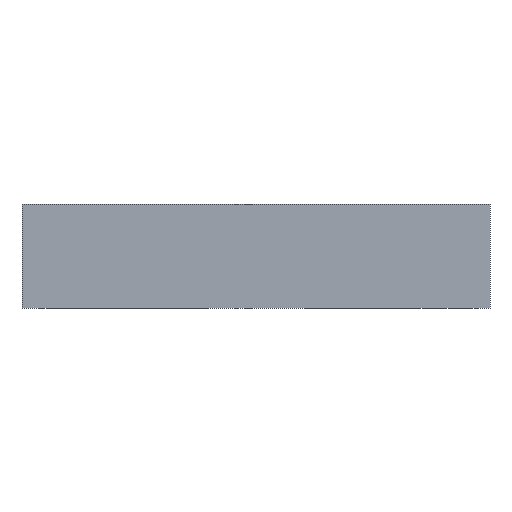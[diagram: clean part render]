
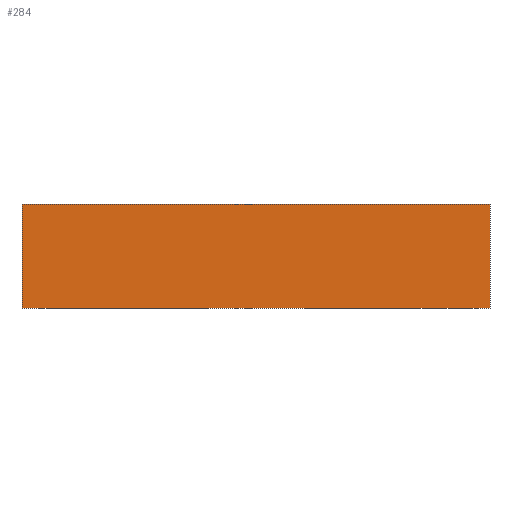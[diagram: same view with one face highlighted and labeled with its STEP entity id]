
A CAD part, front view. The second image highlights one B-rep face of the part: STEP entity #284.
In plain terms, the highlighted planar face has unit normal (0, -1, 0).
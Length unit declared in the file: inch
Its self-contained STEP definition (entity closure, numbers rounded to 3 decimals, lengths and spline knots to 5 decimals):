
#284 = ADVANCED_FACE( '', ( #656 ), #657, .F. );
#656 = FACE_OUTER_BOUND( '', #1115, .T. );
#657 = PLANE( '', #1116 );
#1115 = EDGE_LOOP( '', ( #1898, #1899, #1900, #1901 ) );
#1116 = AXIS2_PLACEMENT_3D( '', #1902, #1903, #1904 );
#1898 = ORIENTED_EDGE( '', *, *, #2884, .T. );
#1899 = ORIENTED_EDGE( '', *, *, #2872, .F. );
#1900 = ORIENTED_EDGE( '', *, *, #2754, .F. );
#1901 = ORIENTED_EDGE( '', *, *, #2885, .T. );
#1902 = CARTESIAN_POINT( '', ( 4.5, 0., 1. ) );
#1903 = DIRECTION( '', ( 0., 1., 0. ) );
#1904 = DIRECTION( '', ( 0., 0., 1. ) );
#2754 = EDGE_CURVE( '', #3348, #3350, #3351, .T. );
#2872 = EDGE_CURVE( '', #3350, #3540, #3542, .T. );
#2884 = EDGE_CURVE( '', #3557, #3540, #3558, .T. );
#2885 = EDGE_CURVE( '', #3348, #3557, #3559, .T. );
#3348 = VERTEX_POINT( '', #4161 );
#3350 = VERTEX_POINT( '', #4164 );
#3351 = LINE( '', #4165, #4166 );
#3540 = VERTEX_POINT( '', #4417 );
#3542 = LINE( '', #4420, #4421 );
#3557 = VERTEX_POINT( '', #4441 );
#3558 = LINE( '', #4442, #4443 );
#3559 = LINE( '', #4444, #4445 );
#4161 = CARTESIAN_POINT( '', ( 4.5, 0., 1. ) );
#4164 = CARTESIAN_POINT( '', ( 4.5, 0., 0. ) );
#4165 = CARTESIAN_POINT( '', ( 4.5, 0., 1. ) );
#4166 = VECTOR( '', #4921, 39.37008 );
#4417 = CARTESIAN_POINT( '', ( 0., 0., 0. ) );
#4420 = CARTESIAN_POINT( '', ( 4.5, 0., 0. ) );
#4421 = VECTOR( '', #5081, 39.37008 );
#4441 = CARTESIAN_POINT( '', ( 0., 0., 1. ) );
#4442 = CARTESIAN_POINT( '', ( 0., 0., 1. ) );
#4443 = VECTOR( '', #5093, 39.37008 );
#4444 = CARTESIAN_POINT( '', ( 4.5, 0., 1. ) );
#4445 = VECTOR( '', #5094, 39.37008 );
#4921 = DIRECTION( '', ( 0., 0., -1. ) );
#5081 = DIRECTION( '', ( -1., 0., 0. ) );
#5093 = DIRECTION( '', ( 0., 0., -1. ) );
#5094 = DIRECTION( '', ( -1., 0., 0. ) );
